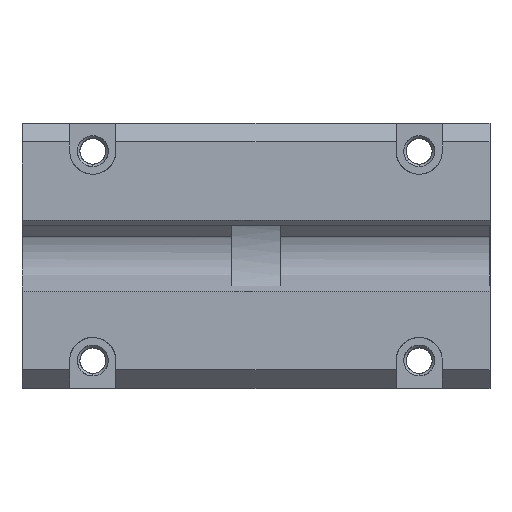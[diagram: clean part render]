
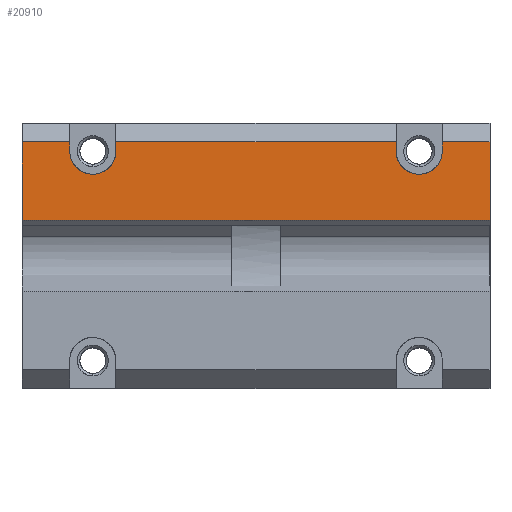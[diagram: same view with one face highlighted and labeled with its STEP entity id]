
A CAD part, top view. The second image highlights one B-rep face of the part: STEP entity #20910.
In plain terms, the highlighted free-form (B-spline) face has degree [1, 1] with [2, 2] control points.
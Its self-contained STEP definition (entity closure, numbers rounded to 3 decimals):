
#19300 = CARTESIAN_POINT ('', (136.5, 80., 60.));
#19310 = VERTEX_POINT ('', #19300);
#19320 = CARTESIAN_POINT ('', (136.5, 77., 60.));
#19330 = VERTEX_POINT ('', #19320);
#19340 = CARTESIAN_POINT ('', (136.5, 80., 60.));
#19350 = CARTESIAN_POINT ('', (136.5, 77., 60.));
#19360 = B_SPLINE_CURVE_WITH_KNOTS ('', 1, (#19340, #19350), .UNSPECIFIED., .F., .U., (2, 2), (0., 1.), .UNSPECIFIED.);
#19370 = EDGE_CURVE ('', #19310, #19330, #19360, .T.);
#19380 = ORIENTED_EDGE ('', *, *, #19370, .T.);
#19390 = CARTESIAN_POINT ('', (121.5, 77., 60.));
#19400 = VERTEX_POINT ('', #19390);
#19410 = CARTESIAN_POINT ('', (136.5, 77., 60.));
#19420 = CARTESIAN_POINT ('', (136.5, 74.931, 60.));
#19430 = CARTESIAN_POINT ('', (135.768, 73.163, 60.));
#19440 = CARTESIAN_POINT ('', (134.303, 71.697, 60.));
#19450 = CARTESIAN_POINT ('', (133.573, 70.965, 60.));
#19460 = CARTESIAN_POINT ('', (132.766, 70.416, 60.));
#19470 = CARTESIAN_POINT ('', (131.882, 70.05, 60.));
#19480 = CARTESIAN_POINT ('', (131.44, 69.867, 60.));
#19490 = CARTESIAN_POINT ('', (130.979, 69.73, 60.));
#19500 = CARTESIAN_POINT ('', (130.498, 69.638, 60.));
#19510 = CARTESIAN_POINT ('', (130.258, 69.592, 60.));
#19520 = CARTESIAN_POINT ('', (130.013, 69.558, 60.));
#19530 = CARTESIAN_POINT ('', (129.764, 69.535, 60.));
#19540 = CARTESIAN_POINT ('', (129.639, 69.523, 60.));
#19550 = CARTESIAN_POINT ('', (129.513, 69.515, 60.));
#19560 = CARTESIAN_POINT ('', (129.385, 69.509, 60.));
#19570 = CARTESIAN_POINT ('', (129.322, 69.506, 60.));
#19580 = CARTESIAN_POINT ('', (129.258, 69.504, 60.));
#19590 = CARTESIAN_POINT ('', (129.194, 69.502, 60.));
#19600 = CARTESIAN_POINT ('', (129.161, 69.502, 60.));
#19610 = CARTESIAN_POINT ('', (129.129, 69.501, 60.));
#19620 = CARTESIAN_POINT ('', (129.097, 69.501, 60.));
#19630 = CARTESIAN_POINT ('', (129.081, 69.5, 60.));
#19640 = CARTESIAN_POINT ('', (129.065, 69.5, 60.));
#19650 = CARTESIAN_POINT ('', (129.049, 69.5, 60.));
#19660 = CARTESIAN_POINT ('', (129.04, 69.5, 60.));
#19670 = CARTESIAN_POINT ('', (129.032, 69.5, 60.));
#19680 = CARTESIAN_POINT ('', (129.024, 69.5, 60.));
#19690 = CARTESIAN_POINT ('', (129.016, 69.5, 60.));
#19700 = CARTESIAN_POINT ('', (129.008, 69.5, 60.));
#19710 = CARTESIAN_POINT ('', (129., 69.5, 60.));
#19720 = CARTESIAN_POINT ('', (126.932, 69.499, 60.));
#19730 = CARTESIAN_POINT ('', (125.165, 70.231, 60.));
#19740 = CARTESIAN_POINT ('', (123.697, 71.697, 60.));
#19750 = CARTESIAN_POINT ('', (122.232, 73.159, 60.));
#19760 = CARTESIAN_POINT ('', (121.5, 74.927, 60.));
#19770 = CARTESIAN_POINT ('', (121.5, 77., 60.));
#19780 = B_SPLINE_CURVE_WITH_KNOTS ('', 3, (#19410, #19420, #19430, #19440, #19450, #19460, #19470, #19480, #19490, #19500, #19510, #19520, #19530, #19540, #19550, #19560, #19570, #19580, #19590, #19600, #19610, #19620, #19630, #19640, #19650, #19660, #19670, #19680, #19690, #19700, #19710, #19720, #19730, #19740, #19750, #19760, #19770), .UNSPECIFIED., .F., .U., (4, 3, 3, 3, 3, 3, 3, 3, 3, 3, 3, 3, 4), (0., 0.25, 0.375, 0.438, 0.469, 0.484, 0.492, 0.496, 0.498, 0.499, 0.5, 0.75, 1.), .UNSPECIFIED.);
#19790 = EDGE_CURVE ('', #19330, #19400, #19780, .T.);
#19800 = ORIENTED_EDGE ('', *, *, #19790, .T.);
#19810 = CARTESIAN_POINT ('', (121.5, 80., 60.));
#19820 = VERTEX_POINT ('', #19810);
#19830 = CARTESIAN_POINT ('', (121.5, 77., 60.));
#19840 = CARTESIAN_POINT ('', (121.5, 80., 60.));
#19850 = B_SPLINE_CURVE_WITH_KNOTS ('', 1, (#19830, #19840), .UNSPECIFIED., .F., .U., (2, 2), (0., 1.), .UNSPECIFIED.);
#19860 = EDGE_CURVE ('', #19400, #19820, #19850, .T.);
#19870 = ORIENTED_EDGE ('', *, *, #19860, .T.);
#19880 = CARTESIAN_POINT ('', (30.5, 80., 60.));
#19890 = VERTEX_POINT ('', #19880);
#19900 = CARTESIAN_POINT ('', (121.5, 80., 60.));
#19910 = CARTESIAN_POINT ('', (30.5, 80., 60.));
#19920 = B_SPLINE_CURVE_WITH_KNOTS ('', 1, (#19900, #19910), .UNSPECIFIED., .F., .U., (2, 2), (0., 1.), .UNSPECIFIED.);
#19930 = EDGE_CURVE ('', #19820, #19890, #19920, .T.);
#19940 = ORIENTED_EDGE ('', *, *, #19930, .T.);
#19950 = CARTESIAN_POINT ('', (30.5, 77., 60.));
#19960 = VERTEX_POINT ('', #19950);
#19970 = CARTESIAN_POINT ('', (30.5, 80., 60.));
#19980 = CARTESIAN_POINT ('', (30.5, 77., 60.));
#19990 = B_SPLINE_CURVE_WITH_KNOTS ('', 1, (#19970, #19980), .UNSPECIFIED., .F., .U., (2, 2), (0., 1.), .UNSPECIFIED.);
#20000 = EDGE_CURVE ('', #19890, #19960, #19990, .T.);
#20010 = ORIENTED_EDGE ('', *, *, #20000, .T.);
#20020 = CARTESIAN_POINT ('', (15.5, 77., 60.));
#20030 = VERTEX_POINT ('', #20020);
#20040 = CARTESIAN_POINT ('', (30.5, 77., 60.));
#20050 = CARTESIAN_POINT ('', (30.5, 74.931, 60.));
#20060 = CARTESIAN_POINT ('', (29.768, 73.163, 60.));
#20070 = CARTESIAN_POINT ('', (28.303, 71.697, 60.));
#20080 = CARTESIAN_POINT ('', (27.573, 70.965, 60.));
#20090 = CARTESIAN_POINT ('', (26.766, 70.416, 60.));
#20100 = CARTESIAN_POINT ('', (25.882, 70.05, 60.));
#20110 = CARTESIAN_POINT ('', (25.44, 69.867, 60.));
#20120 = CARTESIAN_POINT ('', (24.979, 69.73, 60.));
#20130 = CARTESIAN_POINT ('', (24.498, 69.638, 60.));
#20140 = CARTESIAN_POINT ('', (24.258, 69.592, 60.));
#20150 = CARTESIAN_POINT ('', (24.013, 69.558, 60.));
#20160 = CARTESIAN_POINT ('', (23.764, 69.535, 60.));
#20170 = CARTESIAN_POINT ('', (23.639, 69.523, 60.));
#20180 = CARTESIAN_POINT ('', (23.513, 69.515, 60.));
#20190 = CARTESIAN_POINT ('', (23.385, 69.509, 60.));
#20200 = CARTESIAN_POINT ('', (23.322, 69.506, 60.));
#20210 = CARTESIAN_POINT ('', (23.258, 69.504, 60.));
#20220 = CARTESIAN_POINT ('', (23.194, 69.502, 60.));
#20230 = CARTESIAN_POINT ('', (23.161, 69.502, 60.));
#20240 = CARTESIAN_POINT ('', (23.129, 69.501, 60.));
#20250 = CARTESIAN_POINT ('', (23.097, 69.501, 60.));
#20260 = CARTESIAN_POINT ('', (23.081, 69.5, 60.));
#20270 = CARTESIAN_POINT ('', (23.065, 69.5, 60.));
#20280 = CARTESIAN_POINT ('', (23.049, 69.5, 60.));
#20290 = CARTESIAN_POINT ('', (23.04, 69.5, 60.));
#20300 = CARTESIAN_POINT ('', (23.032, 69.5, 60.));
#20310 = CARTESIAN_POINT ('', (23.024, 69.5, 60.));
#20320 = CARTESIAN_POINT ('', (23.016, 69.5, 60.));
#20330 = CARTESIAN_POINT ('', (23.008, 69.5, 60.));
#20340 = CARTESIAN_POINT ('', (23., 69.5, 60.));
#20350 = CARTESIAN_POINT ('', (20.932, 69.499, 60.));
#20360 = CARTESIAN_POINT ('', (19.165, 70.231, 60.));
#20370 = CARTESIAN_POINT ('', (17.697, 71.697, 60.));
#20380 = CARTESIAN_POINT ('', (16.232, 73.159, 60.));
#20390 = CARTESIAN_POINT ('', (15.5, 74.927, 60.));
#20400 = CARTESIAN_POINT ('', (15.5, 77., 60.));
#20410 = B_SPLINE_CURVE_WITH_KNOTS ('', 3, (#20040, #20050, #20060, #20070, #20080, #20090, #20100, #20110, #20120, #20130, #20140, #20150, #20160, #20170, #20180, #20190, #20200, #20210, #20220, #20230, #20240, #20250, #20260, #20270, #20280, #20290, #20300, #20310, #20320, #20330, #20340, #20350, #20360, #20370, #20380, #20390, #20400), .UNSPECIFIED., .F., .U., (4, 3, 3, 3, 3, 3, 3, 3, 3, 3, 3, 3, 4), (0., 0.25, 0.375, 0.438, 0.469, 0.484, 0.492, 0.496, 0.498, 0.499, 0.5, 0.75, 1.), .UNSPECIFIED.);
#20420 = EDGE_CURVE ('', #19960, #20030, #20410, .T.);
#20430 = ORIENTED_EDGE ('', *, *, #20420, .T.);
#20440 = CARTESIAN_POINT ('', (15.5, 80., 60.));
#20450 = VERTEX_POINT ('', #20440);
#20460 = CARTESIAN_POINT ('', (15.5, 77., 60.));
#20470 = CARTESIAN_POINT ('', (15.5, 80., 60.));
#20480 = B_SPLINE_CURVE_WITH_KNOTS ('', 1, (#20460, #20470), .UNSPECIFIED., .F., .U., (2, 2), (0., 1.), .UNSPECIFIED.);
#20490 = EDGE_CURVE ('', #20030, #20450, #20480, .T.);
#20500 = ORIENTED_EDGE ('', *, *, #20490, .T.);
#20510 = CARTESIAN_POINT ('', (0., 80., 60.));
#20520 = VERTEX_POINT ('', #20510);
#20530 = CARTESIAN_POINT ('', (15.5, 80., 60.));
#20540 = CARTESIAN_POINT ('', (0., 80., 60.));
#20550 = B_SPLINE_CURVE_WITH_KNOTS ('', 1, (#20530, #20540), .UNSPECIFIED., .F., .U., (2, 2), (0., 1.), .UNSPECIFIED.);
#20560 = EDGE_CURVE ('', #20450, #20520, #20550, .T.);
#20570 = ORIENTED_EDGE ('', *, *, #20560, .T.);
#20580 = CARTESIAN_POINT ('', (0., 54.549, 60.));
#20590 = VERTEX_POINT ('', #20580);
#20600 = CARTESIAN_POINT ('', (0., 80., 60.));
#20610 = CARTESIAN_POINT ('', (0., 54.549, 60.));
#20620 = B_SPLINE_CURVE_WITH_KNOTS ('', 1, (#20600, #20610), .UNSPECIFIED., .F., .U., (2, 2), (0., 1.), .UNSPECIFIED.);
#20630 = EDGE_CURVE ('', #20520, #20590, #20620, .T.);
#20640 = ORIENTED_EDGE ('', *, *, #20630, .T.);
#20650 = CARTESIAN_POINT ('', (152., 54.549, 60.));
#20660 = VERTEX_POINT ('', #20650);
#20670 = CARTESIAN_POINT ('', (0., 54.549, 60.));
#20680 = CARTESIAN_POINT ('', (152., 54.549, 60.));
#20690 = B_SPLINE_CURVE_WITH_KNOTS ('', 1, (#20670, #20680), .UNSPECIFIED., .F., .U., (2, 2), (0., 1.), .UNSPECIFIED.);
#20700 = EDGE_CURVE ('', #20590, #20660, #20690, .T.);
#20710 = ORIENTED_EDGE ('', *, *, #20700, .T.);
#20720 = CARTESIAN_POINT ('', (152., 80., 60.));
#20730 = VERTEX_POINT ('', #20720);
#20740 = CARTESIAN_POINT ('', (152., 54.549, 60.));
#20750 = CARTESIAN_POINT ('', (152., 80., 60.));
#20760 = B_SPLINE_CURVE_WITH_KNOTS ('', 1, (#20740, #20750), .UNSPECIFIED., .F., .U., (2, 2), (0., 1.), .UNSPECIFIED.);
#20770 = EDGE_CURVE ('', #20660, #20730, #20760, .T.);
#20780 = ORIENTED_EDGE ('', *, *, #20770, .T.);
#20790 = CARTESIAN_POINT ('', (152., 80., 60.));
#20800 = CARTESIAN_POINT ('', (136.5, 80., 60.));
#20810 = B_SPLINE_CURVE_WITH_KNOTS ('', 1, (#20790, #20800), .UNSPECIFIED., .F., .U., (2, 2), (0., 1.), .UNSPECIFIED.);
#20820 = EDGE_CURVE ('', #20730, #19310, #20810, .T.);
#20830 = ORIENTED_EDGE ('', *, *, #20820, .T.);
#20840 = EDGE_LOOP ('', (#19380, #19800, #19870, #19940, #20010, #20430, #20500, #20570, #20640, #20710, #20780, #20830));
#20850 = FACE_OUTER_BOUND ('', #20840, .T.);
#20860 = CARTESIAN_POINT ('', (0., 80., 60.));
#20870 = CARTESIAN_POINT ('', (152., 80., 60.));
#20880 = CARTESIAN_POINT ('', (0., 54.549, 60.));
#20890 = CARTESIAN_POINT ('', (152., 54.549, 60.));
#20900 = B_SPLINE_SURFACE_WITH_KNOTS ('', 1, 1, ((#20860, #20870), (#20880, #20890)), .UNSPECIFIED., .F., .F., .U., (2, 2), (2, 2), (0., 1.), (0., 1.), .UNSPECIFIED.);
#20910 = ADVANCED_FACE ('', (#20850), #20900, .T.);
